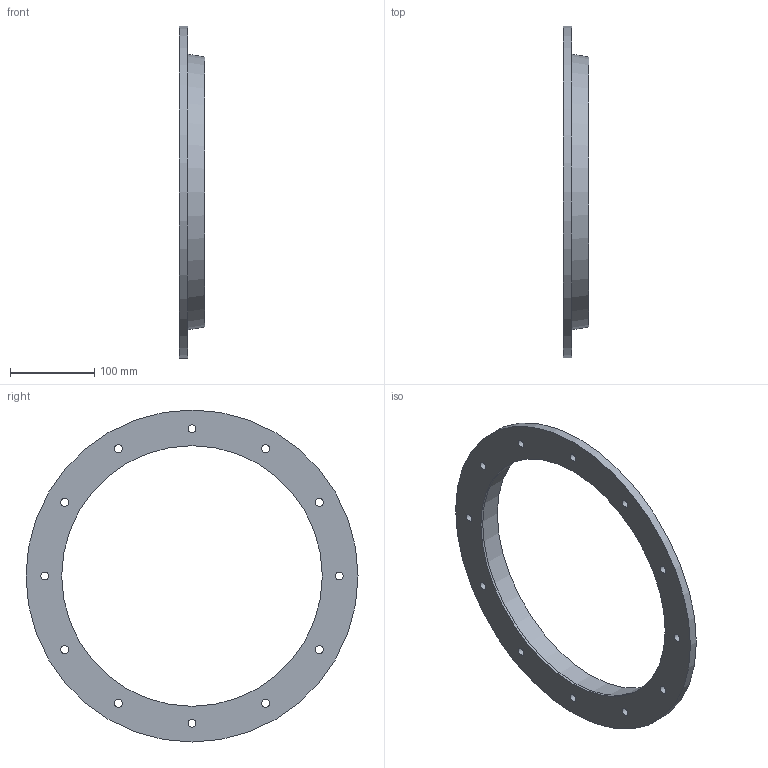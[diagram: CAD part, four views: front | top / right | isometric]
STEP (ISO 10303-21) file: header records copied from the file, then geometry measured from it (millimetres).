
FILE_DESCRIPTION( ( 'STEP AP214' ), '1' );
FILE_NAME( '3007193H.stp', '2022-01-25T07:35:35', ( 'License CC BY-ND 4.0' ), ( 'CADENAS' ), ' ', 'PARTsolutions', ' ' );
FILE_SCHEMA( ( 'AUTOMOTIVE_DESIGN { 1 0 10303 214 1 1 1 1 }' ) );
Length unit declared in the file: millimetre
Products named in the file (1): _3007193H
Bounding box: 30 x 395 x 395 mm (x, y, z)
Volume: 540728.9 mm3; surface area: 155170.2 mm2
Topology: 1 solids, 1 shells, 20 faces, 48 edges, 32 vertices
Faces by surface type: cylinder 15, plane 4, cone 1
Full cylindrical faces by diameter (mm): 9.5 x12, 310 x1, 315 x1, 395 x1
Entity records: 752 total; most frequent: DIRECTION 106, CARTESIAN_POINT 85, EDGE_LOOP 64, ORIENTED_EDGE 64, AXIS2_PLACEMENT_3D 53, FACE_OUTER_BOUND 35, EDGE_CURVE 32, VERTEX_POINT 32
